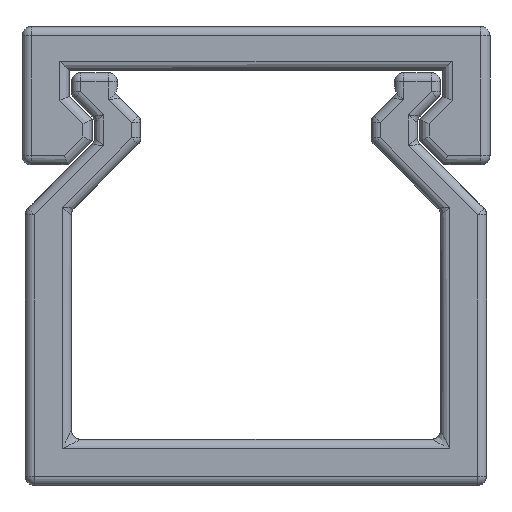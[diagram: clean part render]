
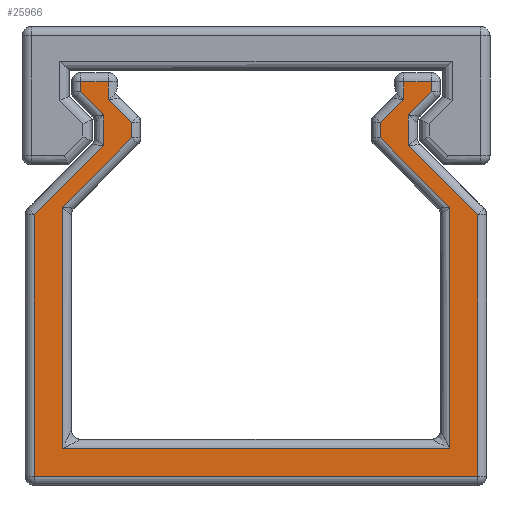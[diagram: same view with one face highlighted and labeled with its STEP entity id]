
A CAD part, front view. The second image highlights one B-rep face of the part: STEP entity #25966.
In plain terms, the highlighted planar face has unit normal (0, -1, 0).
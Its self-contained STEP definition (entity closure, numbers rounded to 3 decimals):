
#332=PLANE('',#28695);
#1302=LINE('',#39385,#3830);
#1313=LINE('',#39415,#3841);
#1315=LINE('',#39420,#3843);
#1317=LINE('',#39424,#3845);
#1319=LINE('',#39430,#3847);
#1429=LINE('',#39994,#3957);
#1431=LINE('',#39998,#3959);
#1433=LINE('',#40002,#3961);
#1434=LINE('',#40006,#3962);
#1440=LINE('',#40032,#3968);
#1442=LINE('',#40039,#3970);
#1451=LINE('',#40082,#3979);
#1453=LINE('',#40089,#3981);
#1457=LINE('',#40110,#3985);
#2416=LINE('',#42895,#4944);
#2521=LINE('',#43191,#5049);
#2820=LINE('',#44417,#5348);
#2823=LINE('',#44422,#5351);
#2827=LINE('',#44428,#5355);
#2831=LINE('',#44434,#5359);
#2832=LINE('',#44456,#5360);
#2834=LINE('',#44459,#5362);
#2839=LINE('',#44468,#5367);
#2842=LINE('',#44473,#5370);
#3830=VECTOR('',#30627,10.);
#3841=VECTOR('',#30654,10.);
#3843=VECTOR('',#30662,10.);
#3845=VECTOR('',#30668,10.);
#3847=VECTOR('',#30674,10.);
#3957=VECTOR('',#31102,10.);
#3959=VECTOR('',#31108,10.);
#3961=VECTOR('',#31114,10.);
#3962=VECTOR('',#31119,10.);
#3968=VECTOR('',#31147,10.);
#3970=VECTOR('',#31155,10.);
#3979=VECTOR('',#31210,10.);
#3981=VECTOR('',#31218,10.);
#3985=VECTOR('',#31244,10.);
#4944=VECTOR('',#33989,10.);
#5049=VECTOR('',#34224,10.);
#5348=VECTOR('',#35865,10.);
#5351=VECTOR('',#35872,10.);
#5355=VECTOR('',#35880,10.);
#5359=VECTOR('',#35888,10.);
#5360=VECTOR('',#35919,10.);
#5362=VECTOR('',#35923,10.);
#5367=VECTOR('',#35936,10.);
#5370=VECTOR('',#35943,10.);
#7788=FACE_OUTER_BOUND('',#9198,.T.);
#9198=EDGE_LOOP('',(#22931,#22932,#22933,#22934,#22935,#22936,#22937,#22938,
#22939,#22940,#22941,#22942,#22943,#22944,#22945,#22946,#22947,#22948,#22949,
#22950,#22951,#22952,#22953,#22954));
#11326=VERTEX_POINT('',#39152);
#11330=VERTEX_POINT('',#39167);
#11339=VERTEX_POINT('',#39221);
#11345=VERTEX_POINT('',#39238);
#11349=VERTEX_POINT('',#39256);
#11360=VERTEX_POINT('',#39308);
#11365=VERTEX_POINT('',#39358);
#11369=VERTEX_POINT('',#39383);
#11380=VERTEX_POINT('',#39414);
#11382=VERTEX_POINT('',#39428);
#11510=VERTEX_POINT('',#39713);
#11517=VERTEX_POINT('',#39750);
#11526=VERTEX_POINT('',#39775);
#11533=VERTEX_POINT('',#39813);
#11540=VERTEX_POINT('',#39857);
#11544=VERTEX_POINT('',#39869);
#11565=VERTEX_POINT('',#40004);
#11568=VERTEX_POINT('',#40011);
#11574=VERTEX_POINT('',#40031);
#11576=VERTEX_POINT('',#40037);
#11584=VERTEX_POINT('',#40065);
#11589=VERTEX_POINT('',#40087);
#11595=VERTEX_POINT('',#40108);
#12836=VERTEX_POINT('',#44452);
#13924=EDGE_CURVE('',#11369,#11365,#1302,.T.);
#13939=EDGE_CURVE('',#11349,#11380,#1313,.T.);
#13942=EDGE_CURVE('',#11339,#11349,#1315,.T.);
#13944=EDGE_CURVE('',#11326,#11339,#1317,.T.);
#13947=EDGE_CURVE('',#11382,#11326,#1319,.T.);
#14178=EDGE_CURVE('',#11540,#11369,#1429,.T.);
#14180=EDGE_CURVE('',#11526,#11540,#1431,.T.);
#14182=EDGE_CURVE('',#11510,#11526,#1433,.T.);
#14184=EDGE_CURVE('',#11565,#11510,#1434,.T.);
#14196=EDGE_CURVE('',#11568,#11574,#1440,.T.);
#14200=EDGE_CURVE('',#11576,#11568,#1442,.T.);
#14222=EDGE_CURVE('',#11584,#11382,#1451,.T.);
#14226=EDGE_CURVE('',#11589,#11584,#1453,.T.);
#14237=EDGE_CURVE('',#11595,#11589,#1457,.T.);
#15658=EDGE_CURVE('',#11517,#11576,#2416,.T.);
#15795=EDGE_CURVE('',#11574,#11565,#2521,.T.);
#16454=EDGE_CURVE('',#11365,#11360,#2820,.T.);
#16457=EDGE_CURVE('',#11360,#11345,#2823,.T.);
#16461=EDGE_CURVE('',#11345,#11330,#2827,.T.);
#16465=EDGE_CURVE('',#11330,#11595,#2831,.T.);
#16476=EDGE_CURVE('',#11380,#12836,#2832,.T.);
#16478=EDGE_CURVE('',#12836,#11544,#2834,.T.);
#16483=EDGE_CURVE('',#11544,#11533,#2839,.T.);
#16486=EDGE_CURVE('',#11533,#11517,#2842,.T.);
#22931=ORIENTED_EDGE('',*,*,#14226,.F.);
#22932=ORIENTED_EDGE('',*,*,#14237,.F.);
#22933=ORIENTED_EDGE('',*,*,#16465,.F.);
#22934=ORIENTED_EDGE('',*,*,#16461,.F.);
#22935=ORIENTED_EDGE('',*,*,#16457,.F.);
#22936=ORIENTED_EDGE('',*,*,#16454,.F.);
#22937=ORIENTED_EDGE('',*,*,#13924,.F.);
#22938=ORIENTED_EDGE('',*,*,#14178,.F.);
#22939=ORIENTED_EDGE('',*,*,#14180,.F.);
#22940=ORIENTED_EDGE('',*,*,#14182,.F.);
#22941=ORIENTED_EDGE('',*,*,#14184,.F.);
#22942=ORIENTED_EDGE('',*,*,#15795,.F.);
#22943=ORIENTED_EDGE('',*,*,#14196,.F.);
#22944=ORIENTED_EDGE('',*,*,#14200,.F.);
#22945=ORIENTED_EDGE('',*,*,#15658,.F.);
#22946=ORIENTED_EDGE('',*,*,#16486,.F.);
#22947=ORIENTED_EDGE('',*,*,#16483,.F.);
#22948=ORIENTED_EDGE('',*,*,#16478,.F.);
#22949=ORIENTED_EDGE('',*,*,#16476,.F.);
#22950=ORIENTED_EDGE('',*,*,#13939,.F.);
#22951=ORIENTED_EDGE('',*,*,#13942,.F.);
#22952=ORIENTED_EDGE('',*,*,#13944,.F.);
#22953=ORIENTED_EDGE('',*,*,#13947,.F.);
#22954=ORIENTED_EDGE('',*,*,#14222,.F.);
#25966=ADVANCED_FACE('',(#7788),#332,.F.);
#28695=AXIS2_PLACEMENT_3D('',#44494,#35976,#35977);
#30627=DIRECTION('',(1.,0.,0.));
#30654=DIRECTION('',(0.,0.,-1.));
#30662=DIRECTION('',(0.707,0.,-0.707));
#30668=DIRECTION('',(0.,0.,-1.));
#30674=DIRECTION('',(-0.707,0.,-0.707));
#31102=DIRECTION('',(0.,0.,-1.));
#31108=DIRECTION('',(-0.707,0.,-0.707));
#31114=DIRECTION('',(0.,0.,-1.));
#31119=DIRECTION('',(0.707,0.,-0.707));
#31147=DIRECTION('',(1.,0.,0.));
#31155=DIRECTION('',(0.,0.,1.));
#31210=DIRECTION('',(0.,0.,-1.));
#31218=DIRECTION('',(1.,0.,0.));
#31244=DIRECTION('',(0.,0.,1.));
#33989=DIRECTION('',(-0.707,0.,0.707));
#34224=DIRECTION('',(0.,0.,-1.));
#35865=DIRECTION('',(0.,0.,1.));
#35872=DIRECTION('',(-0.707,0.,0.707));
#35880=DIRECTION('',(0.,0.,1.));
#35888=DIRECTION('',(0.707,0.,0.707));
#35919=DIRECTION('',(-1.,0.,0.));
#35923=DIRECTION('',(0.,0.,1.));
#35936=DIRECTION('',(0.707,0.,0.707));
#35943=DIRECTION('',(0.,0.,1.));
#35976=DIRECTION('center_axis',(0.,1.,0.));
#35977=DIRECTION('ref_axis',(1.,0.,0.));
#39152=CARTESIAN_POINT('',(6.6,0.,16.066));
#39167=CARTESIAN_POINT('',(5.4,0.,15.734));
#39221=CARTESIAN_POINT('',(6.6,0.,14.734));
#39238=CARTESIAN_POINT('',(5.4,0.,15.066));
#39256=CARTESIAN_POINT('',(9.6,0.,11.734));
#39308=CARTESIAN_POINT('',(8.4,0.,12.066));
#39358=CARTESIAN_POINT('',(8.4,0.,1.6));
#39383=CARTESIAN_POINT('',(-8.4,0.,1.6));
#39385=CARTESIAN_POINT('',(-4.,0.,1.6));
#39414=CARTESIAN_POINT('',(9.6,0.,0.4));
#39415=CARTESIAN_POINT('',(9.6,0.,10.175));
#39420=CARTESIAN_POINT('',(6.58,0.,14.755));
#39424=CARTESIAN_POINT('',(6.6,0.,12.175));
#39428=CARTESIAN_POINT('',(7.6,0.,17.066));
#39430=CARTESIAN_POINT('',(3.605,0.,13.07));
#39713=CARTESIAN_POINT('',(-5.4,0.,15.734));
#39750=CARTESIAN_POINT('',(-6.6,0.,16.066));
#39775=CARTESIAN_POINT('',(-5.4,0.,15.066));
#39813=CARTESIAN_POINT('',(-6.6,0.,14.734));
#39857=CARTESIAN_POINT('',(-8.4,0.,12.066));
#39869=CARTESIAN_POINT('',(-9.6,0.,11.734));
#39994=CARTESIAN_POINT('',(-8.4,0.,10.175));
#39998=CARTESIAN_POINT('',(-5.645,0.,14.82));
#40002=CARTESIAN_POINT('',(-5.4,0.,12.175));
#40004=CARTESIAN_POINT('',(-6.4,0.,16.734));
#40006=CARTESIAN_POINT('',(-2.67,0.,13.005));
#40011=CARTESIAN_POINT('',(-7.6,0.,17.5));
#40031=CARTESIAN_POINT('',(-6.4,0.,17.5));
#40032=CARTESIAN_POINT('',(-4.,0.,17.5));
#40037=CARTESIAN_POINT('',(-7.6,0.,17.066));
#40039=CARTESIAN_POINT('',(-7.6,0.,12.675));
#40065=CARTESIAN_POINT('',(7.6,0.,17.5));
#40082=CARTESIAN_POINT('',(7.6,0.,13.175));
#40087=CARTESIAN_POINT('',(6.4,0.,17.5));
#40089=CARTESIAN_POINT('',(3.,0.,17.5));
#40108=CARTESIAN_POINT('',(6.4,0.,16.734));
#40110=CARTESIAN_POINT('',(6.4,0.,12.675));
#42895=CARTESIAN_POINT('',(-3.105,0.,12.57));
#43191=CARTESIAN_POINT('',(-6.4,0.,13.175));
#44417=CARTESIAN_POINT('',(8.4,0.,5.225));
#44422=CARTESIAN_POINT('',(7.145,0.,13.32));
#44428=CARTESIAN_POINT('',(5.4,0.,11.675));
#44434=CARTESIAN_POINT('',(2.17,0.,12.505));
#44452=CARTESIAN_POINT('',(-9.6,0.,0.4));
#44456=CARTESIAN_POINT('',(5.,0.,0.4));
#44459=CARTESIAN_POINT('',(-9.6,0.,4.225));
#44468=CARTESIAN_POINT('',(-8.08,0.,13.255));
#44473=CARTESIAN_POINT('',(-6.6,0.,11.675));
#44494=CARTESIAN_POINT('Origin',(0.,0.,8.45));
